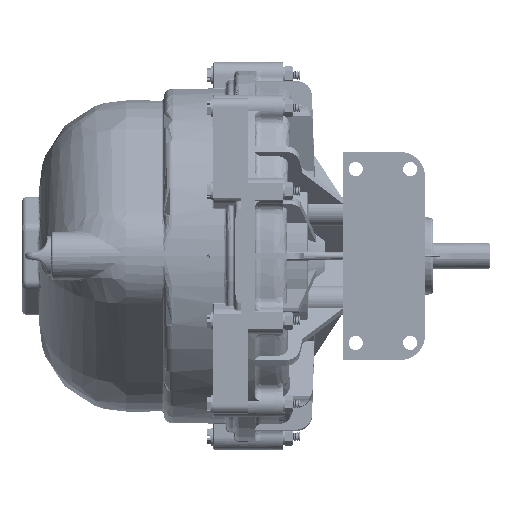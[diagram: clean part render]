
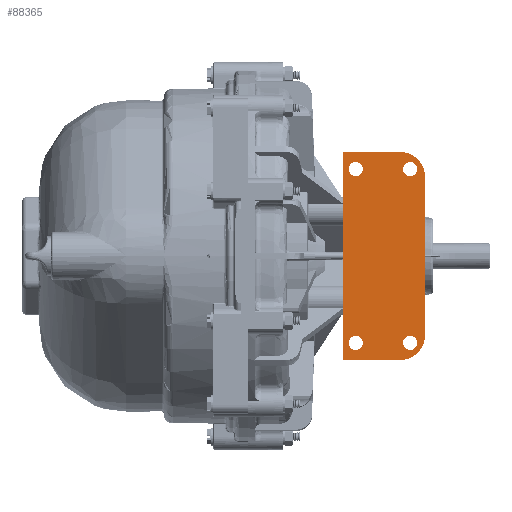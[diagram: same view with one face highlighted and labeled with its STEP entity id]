
A CAD part, front view. The second image highlights one B-rep face of the part: STEP entity #88365.
In plain terms, the highlighted planar face has unit normal (0, -1, 0).
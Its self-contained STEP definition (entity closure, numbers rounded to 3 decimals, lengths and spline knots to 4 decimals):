
#4757=FACE_BOUND('',#20325,.T.);
#4758=FACE_BOUND('',#20326,.T.);
#4759=FACE_BOUND('',#20327,.T.);
#4760=FACE_BOUND('',#20328,.T.);
#8356=CIRCLE('',#97057,0.75);
#8364=CIRCLE('',#97072,0.75);
#8365=CIRCLE('',#97074,0.2031);
#8366=CIRCLE('',#97075,0.2031);
#8367=CIRCLE('',#97076,0.2031);
#8368=CIRCLE('',#97077,0.2031);
#10391=PLANE('',#97073);
#15140=FACE_OUTER_BOUND('',#20324,.T.);
#20324=EDGE_LOOP('',(#82108,#82109,#82110,#82111,#82112,#82113));
#20325=EDGE_LOOP('',(#82114));
#20326=EDGE_LOOP('',(#82115));
#20327=EDGE_LOOP('',(#82116));
#20328=EDGE_LOOP('',(#82117));
#28533=LINE('',#199608,#34072);
#28674=LINE('',#203170,#34213);
#28713=LINE('',#204016,#34252);
#28720=LINE('',#204100,#34259);
#34072=VECTOR('',#117347,0.3937);
#34213=VECTOR('',#118188,0.3937);
#34252=VECTOR('',#118453,0.3937);
#34259=VECTOR('',#118490,0.3937);
#42410=VERTEX_POINT('',#199605);
#42411=VERTEX_POINT('',#199607);
#42702=VERTEX_POINT('',#203168);
#42775=VERTEX_POINT('',#204010);
#42776=VERTEX_POINT('',#204012);
#42784=VERTEX_POINT('',#204096);
#42785=VERTEX_POINT('',#204101);
#42786=VERTEX_POINT('',#204103);
#42787=VERTEX_POINT('',#204105);
#42788=VERTEX_POINT('',#204107);
#55394=EDGE_CURVE('',#42410,#42411,#28533,.T.);
#55864=EDGE_CURVE('',#42410,#42702,#28674,.T.);
#55995=EDGE_CURVE('',#42775,#42776,#8356,.T.);
#55997=EDGE_CURVE('',#42411,#42775,#28713,.T.);
#56013=EDGE_CURVE('',#42784,#42702,#8364,.T.);
#56014=EDGE_CURVE('',#42784,#42776,#28720,.T.);
#56015=EDGE_CURVE('',#42785,#42785,#8365,.T.);
#56016=EDGE_CURVE('',#42786,#42786,#8366,.T.);
#56017=EDGE_CURVE('',#42787,#42787,#8367,.T.);
#56018=EDGE_CURVE('',#42788,#42788,#8368,.T.);
#82108=ORIENTED_EDGE('',*,*,#56013,.F.);
#82109=ORIENTED_EDGE('',*,*,#56014,.T.);
#82110=ORIENTED_EDGE('',*,*,#55995,.F.);
#82111=ORIENTED_EDGE('',*,*,#55997,.F.);
#82112=ORIENTED_EDGE('',*,*,#55394,.F.);
#82113=ORIENTED_EDGE('',*,*,#55864,.T.);
#82114=ORIENTED_EDGE('',*,*,#56015,.T.);
#82115=ORIENTED_EDGE('',*,*,#56016,.T.);
#82116=ORIENTED_EDGE('',*,*,#56017,.T.);
#82117=ORIENTED_EDGE('',*,*,#56018,.T.);
#88365=ADVANCED_FACE('',(#15140,#4757,#4758,#4759,#4760),#10391,.T.);
#97057=AXIS2_PLACEMENT_3D('',#204013,#118448,#118449);
#97072=AXIS2_PLACEMENT_3D('',#204098,#118486,#118487);
#97073=AXIS2_PLACEMENT_3D('',#204099,#118488,#118489);
#97074=AXIS2_PLACEMENT_3D('',#204102,#118491,#118492);
#97075=AXIS2_PLACEMENT_3D('',#204104,#118493,#118494);
#97076=AXIS2_PLACEMENT_3D('',#204106,#118495,#118496);
#97077=AXIS2_PLACEMENT_3D('',#204108,#118497,#118498);
#117347=DIRECTION('',(1.,0.,0.));
#118188=DIRECTION('',(0.,0.,-1.));
#118448=DIRECTION('center_axis',(0.,1.,0.));
#118449=DIRECTION('ref_axis',(0.707,0.,-0.707));
#118453=DIRECTION('',(0.,0.,-1.));
#118486=DIRECTION('center_axis',(0.,1.,0.));
#118487=DIRECTION('ref_axis',(-0.707,0.,-0.707));
#118488=DIRECTION('center_axis',(0.,-1.,0.));
#118489=DIRECTION('ref_axis',(0.,0.,-1.));
#118490=DIRECTION('',(1.,0.,0.));
#118491=DIRECTION('center_axis',(0.,1.,0.));
#118492=DIRECTION('ref_axis',(1.,0.,0.));
#118493=DIRECTION('center_axis',(0.,1.,0.));
#118494=DIRECTION('ref_axis',(1.,0.,0.));
#118495=DIRECTION('center_axis',(0.,1.,0.));
#118496=DIRECTION('ref_axis',(1.,0.,0.));
#118497=DIRECTION('center_axis',(0.,1.,0.));
#118498=DIRECTION('ref_axis',(1.,0.,0.));
#199605=CARTESIAN_POINT('',(-3.,-4.171,0.));
#199607=CARTESIAN_POINT('',(3.,-4.171,0.));
#199608=CARTESIAN_POINT('',(-1.923,-4.171,0.));
#203168=CARTESIAN_POINT('',(-3.,-4.171,-1.625));
#203170=CARTESIAN_POINT('',(-3.,-4.171,0.));
#204010=CARTESIAN_POINT('',(3.,-4.171,-1.625));
#204012=CARTESIAN_POINT('',(2.25,-4.171,-2.375));
#204013=CARTESIAN_POINT('Origin',(2.25,-4.171,-1.625));
#204016=CARTESIAN_POINT('',(3.,-4.171,0.));
#204096=CARTESIAN_POINT('',(-2.25,-4.171,-2.375));
#204098=CARTESIAN_POINT('Origin',(-2.25,-4.171,-1.625));
#204099=CARTESIAN_POINT('Origin',(-1.923,-4.171,0.));
#204100=CARTESIAN_POINT('',(-3.,-4.171,-2.375));
#204101=CARTESIAN_POINT('',(-2.7031,-4.171,-0.375));
#204102=CARTESIAN_POINT('Origin',(-2.5,-4.171,-0.375));
#204103=CARTESIAN_POINT('',(2.2969,-4.171,-0.375));
#204104=CARTESIAN_POINT('Origin',(2.5,-4.171,-0.375));
#204105=CARTESIAN_POINT('',(2.2969,-4.171,-1.9375));
#204106=CARTESIAN_POINT('Origin',(2.5,-4.171,-1.9375));
#204107=CARTESIAN_POINT('',(-2.7031,-4.171,-1.9375));
#204108=CARTESIAN_POINT('Origin',(-2.5,-4.171,-1.9375));
